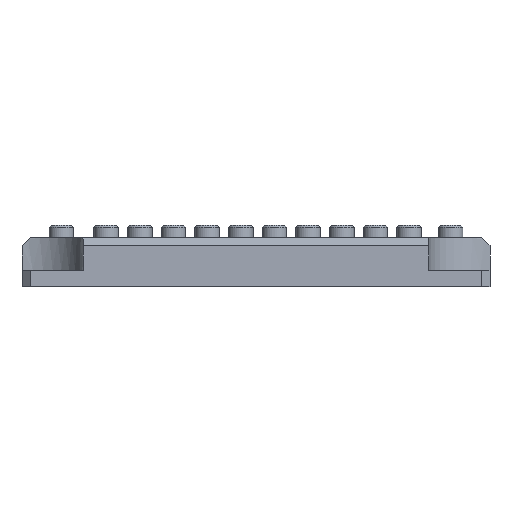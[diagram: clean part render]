
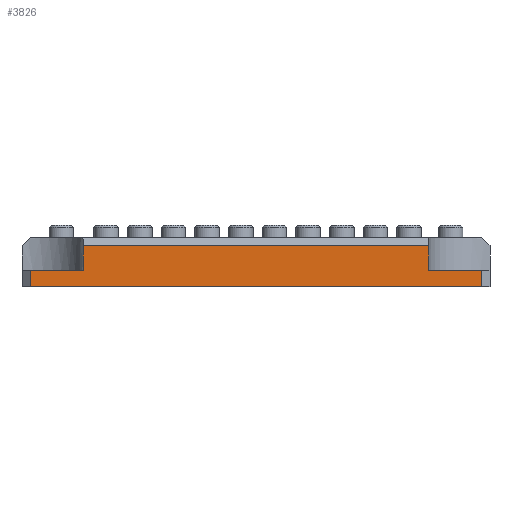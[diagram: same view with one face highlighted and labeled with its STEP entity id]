
A CAD part, front view. The second image highlights one B-rep face of the part: STEP entity #3826.
In plain terms, the highlighted planar face has unit normal (0.006, -1, 0).
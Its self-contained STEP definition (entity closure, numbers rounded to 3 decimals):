
#362=FACE_OUTER_BOUND('',#578,.T.);
#578=EDGE_LOOP('',(#3335,#3336,#3337,#3338,#3339,#3340,#3341,#3342));
#628=LINE('',#5276,#1074);
#1015=LINE('',#6231,#1461);
#1016=LINE('',#6234,#1462);
#1017=LINE('',#6236,#1463);
#1018=LINE('',#6238,#1464);
#1019=LINE('',#6240,#1465);
#1020=LINE('',#6242,#1466);
#1021=LINE('',#6243,#1467);
#1074=VECTOR('',#4200,10.);
#1461=VECTOR('',#5099,10.);
#1462=VECTOR('',#5102,10.);
#1463=VECTOR('',#5103,10.);
#1464=VECTOR('',#5104,10.);
#1465=VECTOR('',#5105,10.);
#1466=VECTOR('',#5106,10.);
#1467=VECTOR('',#5107,10.);
#1512=VERTEX_POINT('',#5258);
#1520=VERTEX_POINT('',#5274);
#1831=VERTEX_POINT('',#6227);
#1833=VERTEX_POINT('',#6233);
#1834=VERTEX_POINT('',#6235);
#1835=VERTEX_POINT('',#6237);
#1836=VERTEX_POINT('',#6239);
#1837=VERTEX_POINT('',#6241);
#1870=EDGE_CURVE('',#1512,#1520,#628,.T.);
#2345=EDGE_CURVE('',#1512,#1831,#1015,.T.);
#2346=EDGE_CURVE('',#1833,#1520,#1016,.T.);
#2347=EDGE_CURVE('',#1833,#1834,#1017,.T.);
#2348=EDGE_CURVE('',#1834,#1835,#1018,.T.);
#2349=EDGE_CURVE('',#1836,#1835,#1019,.T.);
#2350=EDGE_CURVE('',#1836,#1837,#1020,.T.);
#2351=EDGE_CURVE('',#1837,#1831,#1021,.T.);
#3335=ORIENTED_EDGE('',*,*,#2345,.F.);
#3336=ORIENTED_EDGE('',*,*,#1870,.T.);
#3337=ORIENTED_EDGE('',*,*,#2346,.F.);
#3338=ORIENTED_EDGE('',*,*,#2347,.T.);
#3339=ORIENTED_EDGE('',*,*,#2348,.T.);
#3340=ORIENTED_EDGE('',*,*,#2349,.F.);
#3341=ORIENTED_EDGE('',*,*,#2350,.T.);
#3342=ORIENTED_EDGE('',*,*,#2351,.T.);
#3632=PLANE('',#4134);
#3826=ADVANCED_FACE('',(#362),#3632,.T.);
#4134=AXIS2_PLACEMENT_3D('',#6232,#5100,#5101);
#4200=DIRECTION('',(1.,0.006,0.));
#5099=DIRECTION('',(0.,0.,1.));
#5100=DIRECTION('center_axis',(0.006,-1.,0.));
#5101=DIRECTION('ref_axis',(1.,0.006,0.));
#5102=DIRECTION('',(0.,0.,-1.));
#5103=DIRECTION('',(-1.,-0.006,0.));
#5104=DIRECTION('',(0.,0.,1.));
#5105=DIRECTION('',(1.,0.006,0.));
#5106=DIRECTION('',(0.,0.,-1.));
#5107=DIRECTION('',(-1.,-0.006,0.));
#5258=CARTESIAN_POINT('',(-28.699,-37.092,28.));
#5274=CARTESIAN_POINT('',(26.443,-36.766,28.));
#5276=CARTESIAN_POINT('',(-15.286,-37.013,28.));
#6227=CARTESIAN_POINT('',(-28.699,-37.092,30.));
#6231=CARTESIAN_POINT('',(-28.699,-37.092,0.));
#6232=CARTESIAN_POINT('Origin',(-29.699,-37.098,0.));
#6233=CARTESIAN_POINT('',(26.443,-36.766,30.));
#6234=CARTESIAN_POINT('',(26.443,-36.766,0.));
#6235=CARTESIAN_POINT('',(19.943,-36.804,30.));
#6236=CARTESIAN_POINT('',(-2.992,-36.94,30.));
#6237=CARTESIAN_POINT('',(19.943,-36.804,33.));
#6238=CARTESIAN_POINT('',(19.943,-36.804,34.));
#6239=CARTESIAN_POINT('',(-22.199,-37.054,33.));
#6240=CARTESIAN_POINT('',(-15.286,-37.013,33.));
#6241=CARTESIAN_POINT('',(-22.199,-37.054,30.));
#6242=CARTESIAN_POINT('',(-22.199,-37.054,34.));
#6243=CARTESIAN_POINT('',(-27.813,-37.087,30.));
